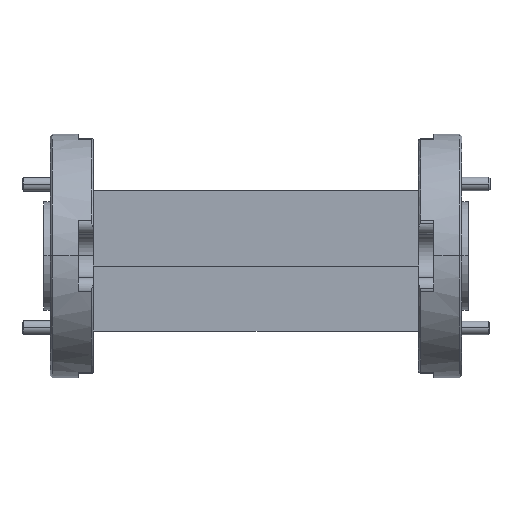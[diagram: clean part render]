
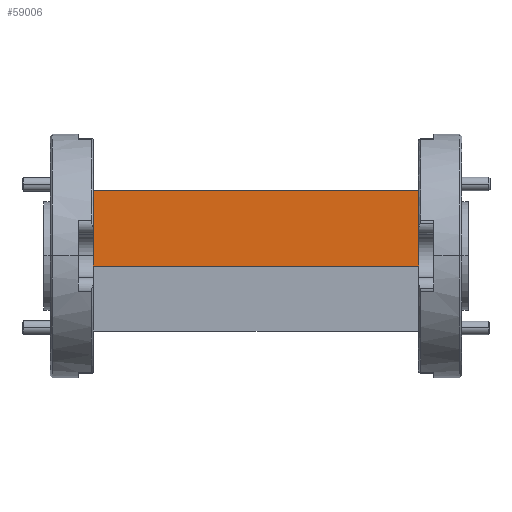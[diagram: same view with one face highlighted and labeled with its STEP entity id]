
A CAD part, top view. The second image highlights one B-rep face of the part: STEP entity #59006.
In plain terms, the highlighted planar face has unit normal (0, 0, 1).
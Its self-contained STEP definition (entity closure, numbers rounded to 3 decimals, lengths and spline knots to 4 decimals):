
#3716 = EDGE_CURVE ( 'NONE', #10989, #74753, #26292, .T. ) ;
#4665 = CARTESIAN_POINT ( 'NONE',  ( -0.2509, 1.3798, 1.8394 ) ) ;
#5751 = ORIENTED_EDGE ( 'NONE', *, *, #75926, .T. ) ;
#8089 = CARTESIAN_POINT ( 'NONE',  ( -0.2509, 1.0298, 1.8394 ) ) ;
#8217 = VECTOR ( 'NONE', #23505, 39.3701 ) ;
#10496 = DIRECTION ( 'NONE',  ( 0., -1., 0. ) ) ;
#10989 = VERTEX_POINT ( 'NONE', #62932 ) ;
#12010 = LINE ( 'NONE', #19610, #13929 ) ;
#12122 = DIRECTION ( 'NONE',  ( -1., 0., 0. ) ) ;
#13929 = VECTOR ( 'NONE', #43223, 39.3701 ) ;
#14909 = VECTOR ( 'NONE', #10496, 39.3701 ) ;
#15715 = LINE ( 'NONE', #61500, #67022 ) ;
#17696 = CARTESIAN_POINT ( 'NONE',  ( -0.2509, 1.3798, 1.8394 ) ) ;
#17863 = VERTEX_POINT ( 'NONE', #8089 ) ;
#19610 = CARTESIAN_POINT ( 'NONE',  ( -0.2509, 1.0298, 1.8394 ) ) ;
#19695 = ORIENTED_EDGE ( 'NONE', *, *, #3716, .F. ) ;
#21940 = ORIENTED_EDGE ( 'NONE', *, *, #27332, .T. ) ;
#22725 = CARTESIAN_POINT ( 'NONE',  ( 1.2491, 1.3798, 1.8394 ) ) ;
#23505 = DIRECTION ( 'NONE',  ( 0., -1., 0. ) ) ;
#26292 = LINE ( 'NONE', #22725, #8217 ) ;
#27332 = EDGE_CURVE ( 'NONE', #17863, #74753, #12010, .T. ) ;
#31102 = LINE ( 'NONE', #4665, #14909 ) ;
#41831 = DIRECTION ( 'NONE',  ( 0., 0., -1. ) ) ;
#43223 = DIRECTION ( 'NONE',  ( 1., 0., 0. ) ) ;
#46778 = CARTESIAN_POINT ( 'NONE',  ( -0.2509, 1.3798, 1.8394 ) ) ;
#47701 = PLANE ( 'NONE',  #61226 ) ;
#49529 = EDGE_CURVE ( 'NONE', #62311, #10989, #15715, .T. ) ;
#49756 = EDGE_LOOP ( 'NONE', ( #21940, #19695, #78649, #5751 ) ) ;
#58037 = FACE_OUTER_BOUND ( 'NONE', #49756, .T. ) ;
#59006 = ADVANCED_FACE ( 'NONE', ( #58037 ), #47701, .F. ) ;
#61226 = AXIS2_PLACEMENT_3D ( 'NONE', #17696, #41831, #12122 ) ;
#61239 = DIRECTION ( 'NONE',  ( 1., 0., 0. ) ) ;
#61500 = CARTESIAN_POINT ( 'NONE',  ( -0.2509, 1.3798, 1.8394 ) ) ;
#62311 = VERTEX_POINT ( 'NONE', #46778 ) ;
#62932 = CARTESIAN_POINT ( 'NONE',  ( 1.2491, 1.3798, 1.8394 ) ) ;
#67022 = VECTOR ( 'NONE', #61239, 39.3701 ) ;
#74753 = VERTEX_POINT ( 'NONE', #78782 ) ;
#75926 = EDGE_CURVE ( 'NONE', #62311, #17863, #31102, .T. ) ;
#78649 = ORIENTED_EDGE ( 'NONE', *, *, #49529, .F. ) ;
#78782 = CARTESIAN_POINT ( 'NONE',  ( 1.2491, 1.0298, 1.8394 ) ) ;
